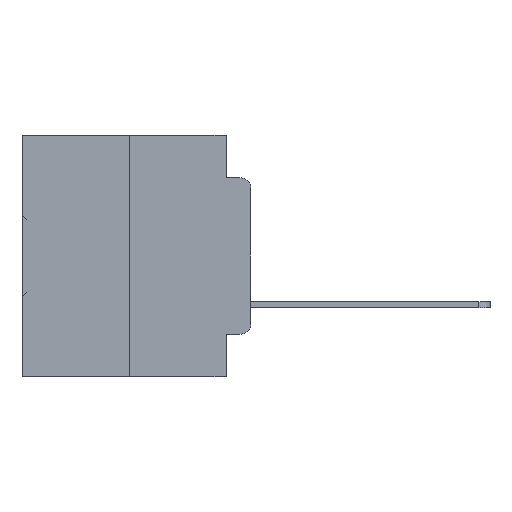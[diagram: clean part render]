
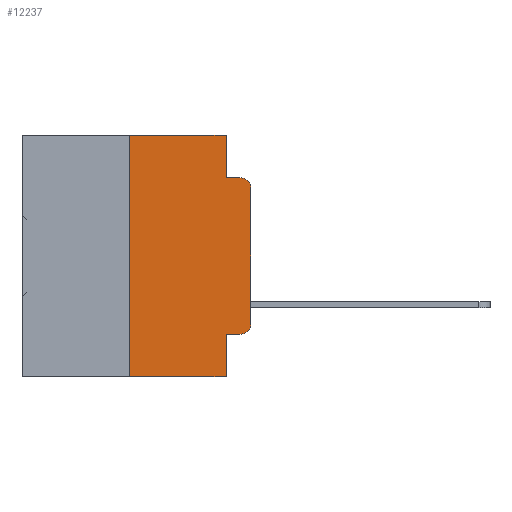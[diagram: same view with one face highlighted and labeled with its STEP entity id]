
A CAD part, left-side view. The second image highlights one B-rep face of the part: STEP entity #12237.
In plain terms, the highlighted planar face has unit normal (-1, 0, 0).
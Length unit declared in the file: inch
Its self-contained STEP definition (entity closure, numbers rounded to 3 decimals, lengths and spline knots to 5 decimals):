
#33 = DIRECTION ( 'NONE',  ( 0., -1., 0. ) ) ;
#361 = ORIENTED_EDGE ( 'NONE', *, *, #14531, .T. ) ;
#541 = DIRECTION ( 'NONE',  ( 0., 0., -1. ) ) ;
#695 = EDGE_CURVE ( 'NONE', #13979, #3964, #25535, .T. ) ;
#1190 = VERTEX_POINT ( 'NONE', #31159 ) ;
#1354 = EDGE_CURVE ( 'NONE', #29435, #13979, #25045, .T. ) ;
#1564 = PLANE ( 'NONE',  #19155 ) ;
#2156 = VERTEX_POINT ( 'NONE', #21311 ) ;
#3170 = DIRECTION ( 'NONE',  ( 0., 0., 1. ) ) ;
#3437 = CARTESIAN_POINT ( 'NONE',  ( 0., 0.02, -0.4115 ) ) ;
#3533 = AXIS2_PLACEMENT_3D ( 'NONE', #10252, #30182, #13320 ) ;
#3700 = DIRECTION ( 'NONE',  ( 0., -1., 0. ) ) ;
#3776 = CARTESIAN_POINT ( 'NONE',  ( 0., 0.051, 0. ) ) ;
#3964 = VERTEX_POINT ( 'NONE', #3776 ) ;
#4131 = ORIENTED_EDGE ( 'NONE', *, *, #6713, .T. ) ;
#4224 = CARTESIAN_POINT ( 'NONE',  ( 0., 0., 0. ) ) ;
#5734 = LINE ( 'NONE', #15621, #20540 ) ;
#5899 = VECTOR ( 'NONE', #21840, 39.37008 ) ;
#5946 = ORIENTED_EDGE ( 'NONE', *, *, #19766, .F. ) ;
#6040 = CARTESIAN_POINT ( 'NONE',  ( 0., 0.473, 0. ) ) ;
#6181 = VERTEX_POINT ( 'NONE', #25637 ) ;
#6506 = VERTEX_POINT ( 'NONE', #24400 ) ;
#6713 = EDGE_CURVE ( 'NONE', #6506, #35170, #26581, .T. ) ;
#7003 = CARTESIAN_POINT ( 'NONE',  ( 0., 0.051, -0.0885 ) ) ;
#7108 = EDGE_CURVE ( 'NONE', #2156, #1190, #20030, .T. ) ;
#7659 = CARTESIAN_POINT ( 'NONE',  ( 0., 0.473, 0. ) ) ;
#8292 = ORIENTED_EDGE ( 'NONE', *, *, #33273, .F. ) ;
#9009 = CARTESIAN_POINT ( 'NONE',  ( 0., 0.25, 0. ) ) ;
#10217 = CARTESIAN_POINT ( 'NONE',  ( 0., 0.02, -0.1085 ) ) ;
#10252 = CARTESIAN_POINT ( 'NONE',  ( 0., 0.02, -0.3915 ) ) ;
#10730 = DIRECTION ( 'NONE',  ( 0., 0., -1. ) ) ;
#11140 = ORIENTED_EDGE ( 'NONE', *, *, #7108, .T. ) ;
#12237 = ADVANCED_FACE ( 'NONE', ( #33900 ), #1564, .F. ) ;
#13225 = VECTOR ( 'NONE', #24635, 39.37008 ) ;
#13288 = DIRECTION ( 'NONE',  ( 0., 0., -1. ) ) ;
#13320 = DIRECTION ( 'NONE',  ( 0., 0., -1. ) ) ;
#13500 = VECTOR ( 'NONE', #29875, 39.37008 ) ;
#13531 = ORIENTED_EDGE ( 'NONE', *, *, #695, .F. ) ;
#13555 = EDGE_CURVE ( 'NONE', #35170, #2156, #28748, .T. ) ;
#13979 = VERTEX_POINT ( 'NONE', #9009 ) ;
#14531 = EDGE_CURVE ( 'NONE', #29435, #30290, #14611, .T. ) ;
#14611 = LINE ( 'NONE', #17892, #35850 ) ;
#15243 = CARTESIAN_POINT ( 'NONE',  ( 0., 0.25, 0. ) ) ;
#15621 = CARTESIAN_POINT ( 'NONE',  ( 0., 0.051, 0. ) ) ;
#16683 = CIRCLE ( 'NONE', #33430, 0.02 ) ;
#17003 = CARTESIAN_POINT ( 'NONE',  ( 0., 0.051, -0.4115 ) ) ;
#17892 = CARTESIAN_POINT ( 'NONE',  ( 0., 0.473, -0.5 ) ) ;
#18084 = VECTOR ( 'NONE', #33, 39.37008 ) ;
#18820 = VERTEX_POINT ( 'NONE', #30564 ) ;
#19155 = AXIS2_PLACEMENT_3D ( 'NONE', #7659, #27859, #10730 ) ;
#19766 = EDGE_CURVE ( 'NONE', #18820, #6181, #36538, .T. ) ;
#20030 = LINE ( 'NONE', #4224, #13225 ) ;
#20540 = VECTOR ( 'NONE', #541, 39.37008 ) ;
#20592 = CARTESIAN_POINT ( 'NONE',  ( 0., 0.051, -0.5 ) ) ;
#21194 = ORIENTED_EDGE ( 'NONE', *, *, #1354, .F. ) ;
#21311 = CARTESIAN_POINT ( 'NONE',  ( 0., 0., -0.3915 ) ) ;
#21840 = DIRECTION ( 'NONE',  ( 0., 0., -1. ) ) ;
#24206 = ORIENTED_EDGE ( 'NONE', *, *, #26058, .F. ) ;
#24400 = CARTESIAN_POINT ( 'NONE',  ( 0., 0.051, -0.4115 ) ) ;
#24508 = CARTESIAN_POINT ( 'NONE',  ( 0., 0.051, 0. ) ) ;
#24635 = DIRECTION ( 'NONE',  ( 0., 0., 1. ) ) ;
#25045 = LINE ( 'NONE', #15243, #30636 ) ;
#25535 = LINE ( 'NONE', #6040, #18084 ) ;
#25637 = CARTESIAN_POINT ( 'NONE',  ( 0., 0.02, -0.0885 ) ) ;
#25719 = VECTOR ( 'NONE', #33605, 39.37008 ) ;
#26058 = EDGE_CURVE ( 'NONE', #3964, #18820, #5734, .T. ) ;
#26368 = ORIENTED_EDGE ( 'NONE', *, *, #29050, .T. ) ;
#26581 = LINE ( 'NONE', #17003, #25719 ) ;
#27859 = DIRECTION ( 'NONE',  ( 1., 0., 0. ) ) ;
#28748 = CIRCLE ( 'NONE', #3533, 0.02 ) ;
#28911 = LINE ( 'NONE', #24508, #5899 ) ;
#29050 = EDGE_CURVE ( 'NONE', #1190, #6181, #16683, .T. ) ;
#29171 = CARTESIAN_POINT ( 'NONE',  ( 0., 0.25, -0.5 ) ) ;
#29435 = VERTEX_POINT ( 'NONE', #29171 ) ;
#29843 = ORIENTED_EDGE ( 'NONE', *, *, #13555, .T. ) ;
#29875 = DIRECTION ( 'NONE',  ( 0., -1., 0. ) ) ;
#30159 = DIRECTION ( 'NONE',  ( -1., 0., 0. ) ) ;
#30182 = DIRECTION ( 'NONE',  ( -1., 0., 0. ) ) ;
#30290 = VERTEX_POINT ( 'NONE', #20592 ) ;
#30564 = CARTESIAN_POINT ( 'NONE',  ( 0., 0.051, -0.0885 ) ) ;
#30636 = VECTOR ( 'NONE', #3170, 39.37008 ) ;
#31159 = CARTESIAN_POINT ( 'NONE',  ( 0., 0., -0.1085 ) ) ;
#31880 = EDGE_LOOP ( 'NONE', ( #11140, #26368, #5946, #24206, #13531, #21194, #361, #8292, #4131, #29843 ) ) ;
#33273 = EDGE_CURVE ( 'NONE', #6506, #30290, #28911, .T. ) ;
#33430 = AXIS2_PLACEMENT_3D ( 'NONE', #10217, #30159, #13288 ) ;
#33605 = DIRECTION ( 'NONE',  ( 0., -1., 0. ) ) ;
#33900 = FACE_OUTER_BOUND ( 'NONE', #31880, .T. ) ;
#35170 = VERTEX_POINT ( 'NONE', #3437 ) ;
#35850 = VECTOR ( 'NONE', #3700, 39.37008 ) ;
#36538 = LINE ( 'NONE', #7003, #13500 ) ;
